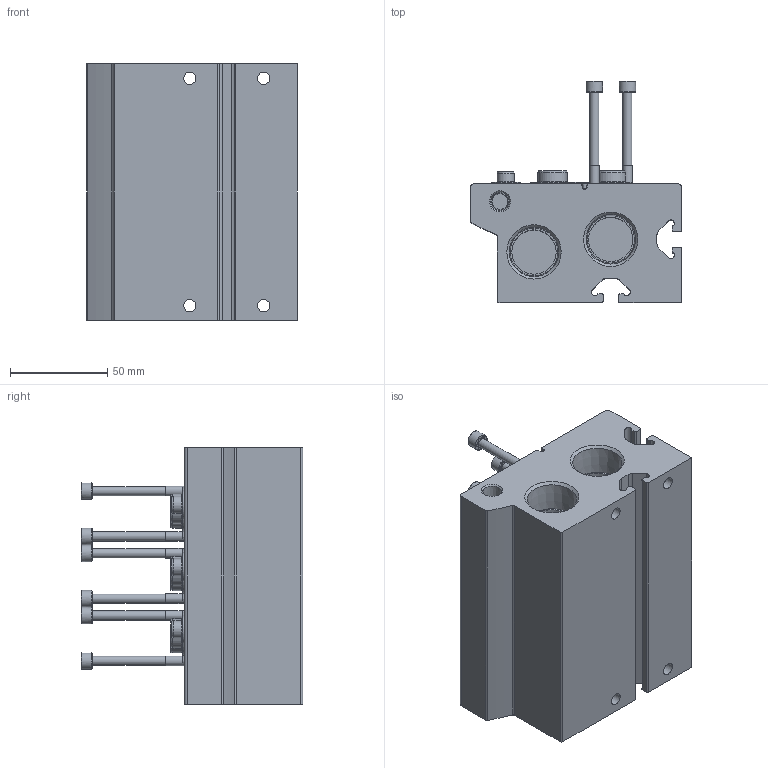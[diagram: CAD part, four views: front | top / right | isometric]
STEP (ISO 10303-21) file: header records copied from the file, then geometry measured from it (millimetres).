
FILE_DESCRIPTION(/* description */ ('STEP AP214'),/* implementation_level */ '2;1');
FILE_NAME(/* name */ '8026405_VABM-B10-30E-N34-3-P3',/* time_stamp */ '2024-09-15T22:48:07+02:00',/* author */ ('License CC BY-ND 4.0'),/* organization */ ('CADENAS'),/* preprocessor_version */ 'ST-DEVELOPER v19.3',/* originating_system */ 'PARTsolutions',/* authorisation */ ' ');
FILE_SCHEMA (('AUTOMOTIVE_DESIGN {1 0 10303 214 3 1 1}'));
Length unit declared in the file: millimetre
Products named in the file (7): 8026405 VABM-B10-30E-N34-3-P3; 8026405 VABM-B10-30E-N34-3-P3---(M); 1841579 VUVS-G38-2---(S); 2191444 F-M5x60-10.9; 1354302 VUVS-G18---(S); 31786 B-3/4-NPT---(Plug); 173985 B-1/8-NPT---(Plug)
Assembly tree (16 placements, depth 2):
  8026405 VABM-B10-30E-N34-3-P3
    8026405 VABM-B10-30E-N34-3-P3---(M)
    1841579 VUVS-G38-2---(S)  x3
    2191444 F-M5x60-10.9  x6
    1354302 VUVS-G18---(S)  x3
    31786 B-3/4-NPT---(Plug)  x2
    173985 B-1/8-NPT---(Plug)
Bounding box: 108.2 x 113.9 x 132 mm (x, y, z)
Volume: 647398.6 mm3; surface area: 121850.5 mm2
Topology: 16 solids, 16 shells, 666 faces, 1629 edges, 1040 vertices
Faces by surface type: plane 337, cylinder 183, cone 122, torus 24
Full cylindrical faces by diameter (mm): 3.5 x1, 4.134 x10, 4.366 x1, 4.75 x6, 5 x6, 5.5 x3, 6 x3, 6.3 x4, 8.2 x1, 8.5 x6, 8.9 x3, 9 x6, 10.8 x3, 12 x6, 14.288 x2, 15 x3, 15.1 x6, 18.1 x6, 22.8 x2
Entity records: 9567 total; most frequent: CARTESIAN_POINT 1771, DIRECTION 1627, ORIENTED_EDGE 1368, EDGE_CURVE 684, AXIS2_PLACEMENT_3D 628, FACE_BOUND 518, VERTEX_POINT 514, EDGE_LOOP 505
